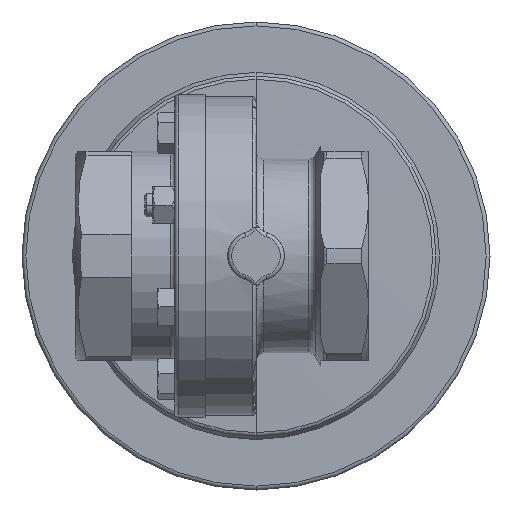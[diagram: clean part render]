
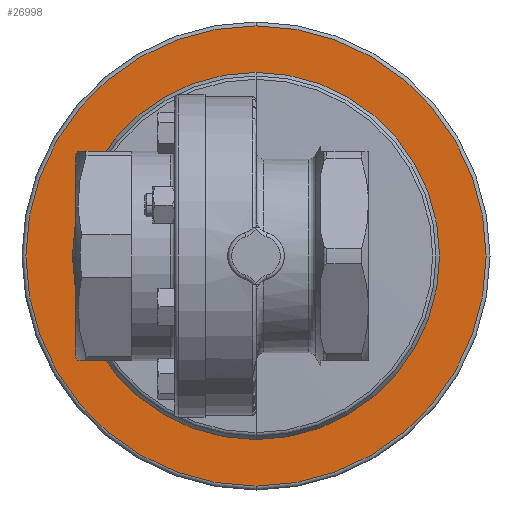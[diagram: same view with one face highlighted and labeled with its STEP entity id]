
A CAD part, front view. The second image highlights one B-rep face of the part: STEP entity #26998.
In plain terms, the highlighted planar face has unit normal (0, -1, 0).
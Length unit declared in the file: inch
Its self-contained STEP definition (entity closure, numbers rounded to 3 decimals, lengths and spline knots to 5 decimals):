
#604 = EDGE_LOOP ( 'NONE', ( #23177, #13382 ) ) ;
#2740 = EDGE_CURVE ( 'NONE', #33077, #5167, #26935, .T. ) ;
#3103 = AXIS2_PLACEMENT_3D ( 'NONE', #21510, #8692, #8813 ) ;
#4929 = DIRECTION ( 'NONE',  ( 0., 0., -1. ) ) ;
#5167 = VERTEX_POINT ( 'NONE', #22222 ) ;
#5492 = FACE_OUTER_BOUND ( 'NONE', #604, .T. ) ;
#5866 = EDGE_CURVE ( 'NONE', #5167, #33077, #29778, .T. ) ;
#7262 = ORIENTED_EDGE ( 'NONE', *, *, #19384, .F. ) ;
#7830 = DIRECTION ( 'NONE',  ( 0., -1., 0. ) ) ;
#8406 = CARTESIAN_POINT ( 'NONE',  ( 0., 2.83, 2.8435 ) ) ;
#8522 = DIRECTION ( 'NONE',  ( 0., 0., -1. ) ) ;
#8692 = DIRECTION ( 'NONE',  ( 0., -1., 0. ) ) ;
#8799 = AXIS2_PLACEMENT_3D ( 'NONE', #9482, #27452, #11778 ) ;
#8813 = DIRECTION ( 'NONE',  ( 0., 0., -1. ) ) ;
#9482 = CARTESIAN_POINT ( 'NONE',  ( 0., 2.83, 0. ) ) ;
#9918 = CIRCLE ( 'NONE', #24150, 2.8435 ) ;
#11778 = DIRECTION ( 'NONE',  ( 0., 0., -1. ) ) ;
#12581 = EDGE_CURVE ( 'NONE', #16233, #30158, #9918, .T. ) ;
#13382 = ORIENTED_EDGE ( 'NONE', *, *, #2740, .T. ) ;
#14605 = DIRECTION ( 'NONE',  ( 0., -1., 0. ) ) ;
#15217 = CARTESIAN_POINT ( 'NONE',  ( 0., 2.83, 0. ) ) ;
#15799 = EDGE_LOOP ( 'NONE', ( #7262, #30574 ) ) ;
#16233 = VERTEX_POINT ( 'NONE', #26598 ) ;
#17756 = FACE_BOUND ( 'NONE', #15799, .T. ) ;
#19384 = EDGE_CURVE ( 'NONE', #30158, #16233, #26988, .T. ) ;
#21313 = AXIS2_PLACEMENT_3D ( 'NONE', #24088, #7830, #8522 ) ;
#21510 = CARTESIAN_POINT ( 'NONE',  ( 2.8435, 2.83, 0. ) ) ;
#22222 = CARTESIAN_POINT ( 'NONE',  ( 0., 2.83, -3.565 ) ) ;
#22273 = CARTESIAN_POINT ( 'NONE',  ( 0., 2.83, 0. ) ) ;
#23177 = ORIENTED_EDGE ( 'NONE', *, *, #5866, .T. ) ;
#24088 = CARTESIAN_POINT ( 'NONE',  ( 0., 2.83, 0. ) ) ;
#24150 = AXIS2_PLACEMENT_3D ( 'NONE', #22273, #14605, #30379 ) ;
#25509 = DIRECTION ( 'NONE',  ( 0., -1., 0. ) ) ;
#26598 = CARTESIAN_POINT ( 'NONE',  ( 0., 2.83, -2.8435 ) ) ;
#26935 = CIRCLE ( 'NONE', #21313, 3.565 ) ;
#26988 = CIRCLE ( 'NONE', #8799, 2.8435 ) ;
#26998 = ADVANCED_FACE ( 'NONE', ( #5492, #17756 ), #29283, .T. ) ;
#27452 = DIRECTION ( 'NONE',  ( 0., -1., 0. ) ) ;
#28852 = AXIS2_PLACEMENT_3D ( 'NONE', #15217, #25509, #4929 ) ;
#29283 = PLANE ( 'NONE',  #3103 ) ;
#29778 = CIRCLE ( 'NONE', #28852, 3.565 ) ;
#29802 = CARTESIAN_POINT ( 'NONE',  ( 0., 2.83, 3.565 ) ) ;
#30158 = VERTEX_POINT ( 'NONE', #8406 ) ;
#30379 = DIRECTION ( 'NONE',  ( 0., 0., -1. ) ) ;
#30574 = ORIENTED_EDGE ( 'NONE', *, *, #12581, .F. ) ;
#33077 = VERTEX_POINT ( 'NONE', #29802 ) ;
